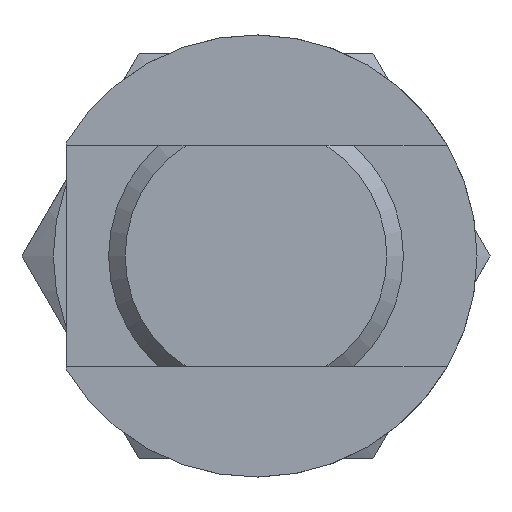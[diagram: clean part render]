
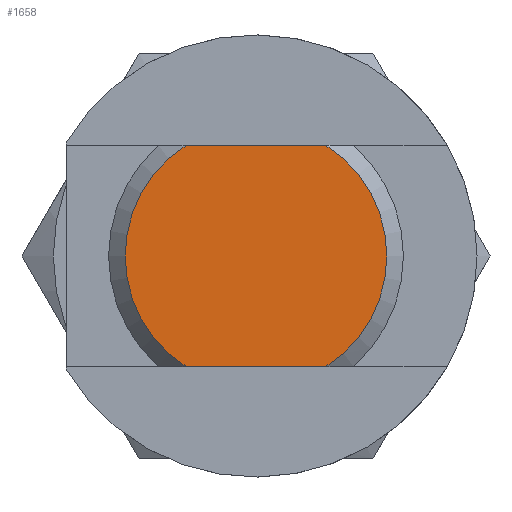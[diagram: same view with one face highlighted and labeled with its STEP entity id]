
A CAD part, front view. The second image highlights one B-rep face of the part: STEP entity #1658.
In plain terms, the highlighted planar face has unit normal (0, -1, 0).
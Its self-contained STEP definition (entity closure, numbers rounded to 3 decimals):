
#157=PLANE('',#1827);
#198=LINE('',#2570,#246);
#207=LINE('',#2584,#255);
#246=VECTOR('',#2124,1000.);
#255=VECTOR('',#2135,1000.);
#507=ORIENTED_EDGE('',*,*,#721,.F.);
#508=ORIENTED_EDGE('',*,*,#732,.T.);
#509=ORIENTED_EDGE('',*,*,#715,.F.);
#510=ORIENTED_EDGE('',*,*,#723,.T.);
#715=EDGE_CURVE('',#863,#862,#953,.T.);
#721=EDGE_CURVE('',#868,#869,#956,.T.);
#723=EDGE_CURVE('',#863,#869,#198,.T.);
#732=EDGE_CURVE('',#868,#862,#207,.T.);
#862=VERTEX_POINT('',#2544);
#863=VERTEX_POINT('',#2548);
#868=VERTEX_POINT('',#2563);
#869=VERTEX_POINT('',#2565);
#953=CIRCLE('',#1809,7.1);
#956=CIRCLE('',#1814,7.1);
#1065=EDGE_LOOP('',(#507,#508,#509,#510));
#1193=FACE_BOUND('',#1065,.T.);
#1658=ADVANCED_FACE('',(#1193),#157,.T.);
#1809=AXIS2_PLACEMENT_3D('',#2549,#2108,#2109);
#1814=AXIS2_PLACEMENT_3D('',#2564,#2120,#2121);
#1827=AXIS2_PLACEMENT_3D('',#2601,#2162,#2163);
#2108=DIRECTION('',(0.,1.,0.));
#2109=DIRECTION('',(1.,0.,0.));
#2120=DIRECTION('',(0.,1.,0.));
#2121=DIRECTION('',(-1.,0.,0.));
#2124=DIRECTION('',(-1.,0.,0.));
#2135=DIRECTION('',(1.,0.,0.));
#2162=DIRECTION('',(0.,-1.,0.));
#2163=DIRECTION('',(0.,0.,-1.));
#2544=CARTESIAN_POINT('',(3.796,0.,-6.));
#2548=CARTESIAN_POINT('',(3.796,0.,6.));
#2549=CARTESIAN_POINT('',(0.,0.,0.));
#2563=CARTESIAN_POINT('',(-3.796,0.,-6.));
#2564=CARTESIAN_POINT('',(0.,0.,0.));
#2565=CARTESIAN_POINT('',(-3.796,0.,6.));
#2570=CARTESIAN_POINT('',(3.796,0.,6.));
#2584=CARTESIAN_POINT('',(-3.796,0.,-6.));
#2601=CARTESIAN_POINT('',(-4.,0.,0.));
